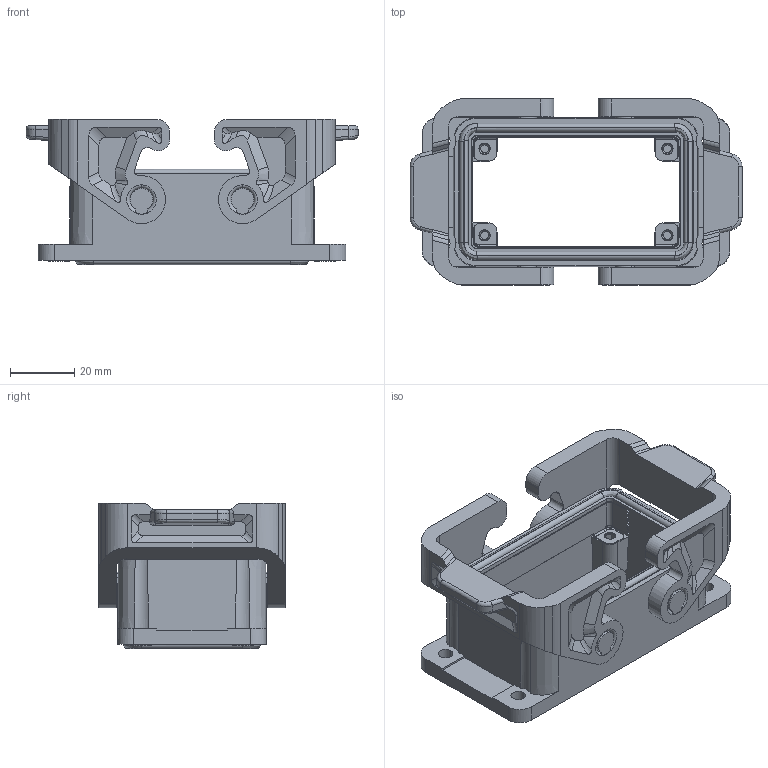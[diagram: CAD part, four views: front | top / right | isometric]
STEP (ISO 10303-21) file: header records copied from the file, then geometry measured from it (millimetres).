
FILE_DESCRIPTION(('Creo Elements/Direct Modeling STEP Export'),'2;1');
FILE_NAME('37jbk2e5h17q87h5308','2022-02-02T15:41:01',(''),(''),'Creo Elements/Direct Modeling STEP processor for AP214 (Solid Model)','Creo Elements/Direct Modeling 20.1B 02-Apr-2019 (C) Parametric Technology GmbH','');
FILE_SCHEMA(('AUTOMOTIVE_DESIGN { 1 0 10303 214 1 1 1 1 }'));
Products named in the file (2): 53621; THIH_10
Assembly tree (1 placements, depth 2):
  THIH_10
    53621
Bounding box: 103.5 x 58 x 45.25 mm (x, y, z)
Volume: 64811.2 mm3; surface area: 37336.9 mm2
Topology: 1 solids, 6 shells, 869 faces, 2488 edges, 1583 vertices
Faces by surface type: plane 452, cylinder 249, cone 72, bspline 66, torus 30
Entity records: 48734 total; most frequent: CARTESIAN_POINT 22124, ORIENTED_EDGE 4976, DIRECTION 3665, EDGE_CURVE 2488, VERTEX_POINT 1583, VECTOR 1255, LINE 1255, AXIS2_PLACEMENT_3D 1205
